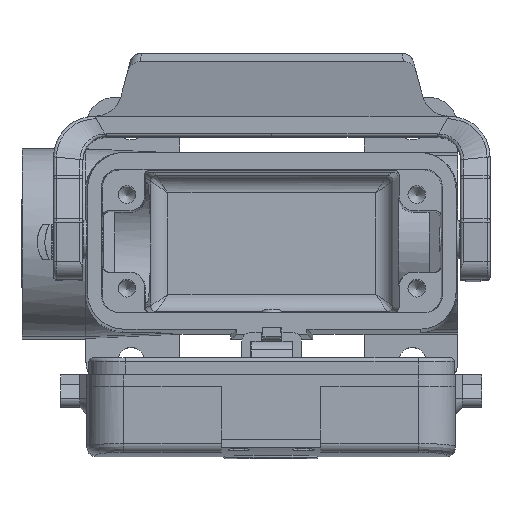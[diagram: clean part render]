
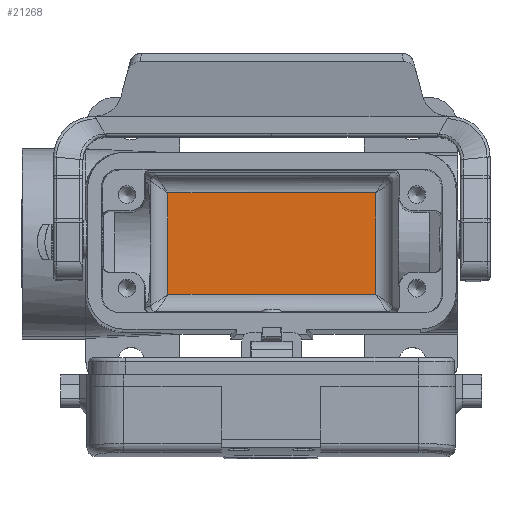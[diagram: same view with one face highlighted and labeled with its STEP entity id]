
A CAD part, top view. The second image highlights one B-rep face of the part: STEP entity #21268.
In plain terms, the highlighted face is planar.
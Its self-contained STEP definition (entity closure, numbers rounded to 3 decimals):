
#21229=CARTESIAN_POINT('',(20.575,-12.075,-48.15));
#21230=DIRECTION('',(0.0,0.0,-1.0));
#21231=DIRECTION('',(-1.0,0.0,0.0));
#21232=AXIS2_PLACEMENT_3D('',#21229,#21230,#21231);
#21233=PLANE('',#21232);
#21234=CARTESIAN_POINT('',(17.74,-8.677,-48.15));
#21235=VERTEX_POINT('',#21234);
#21236=CARTESIAN_POINT('',(17.74,8.677,-48.15));
#21237=VERTEX_POINT('',#21236);
#21238=CARTESIAN_POINT('',(17.74,-8.677,-48.15));
#21239=DIRECTION('',(0.0,1.0,0.0));
#21240=VECTOR('',#21239,17.355);
#21241=LINE('',#21238,#21240);
#21242=EDGE_CURVE('',#21235,#21237,#21241,.T.);
#21243=ORIENTED_EDGE('',*,*,#21242,.T.);
#21244=CARTESIAN_POINT('',(-17.74,8.677,-48.15));
#21245=VERTEX_POINT('',#21244);
#21246=CARTESIAN_POINT('',(-17.74,8.677,-48.15));
#21247=DIRECTION('',(1.0,0.0,0.0));
#21248=VECTOR('',#21247,35.479);
#21249=LINE('',#21246,#21248);
#21250=EDGE_CURVE('',#21245,#21237,#21249,.T.);
#21251=ORIENTED_EDGE('',*,*,#21250,.F.);
#21252=CARTESIAN_POINT('',(-17.74,-8.677,-48.15));
#21253=VERTEX_POINT('',#21252);
#21254=CARTESIAN_POINT('',(-17.74,8.677,-48.15));
#21255=DIRECTION('',(0.0,-1.0,0.0));
#21256=VECTOR('',#21255,17.355);
#21257=LINE('',#21254,#21256);
#21258=EDGE_CURVE('',#21245,#21253,#21257,.T.);
#21259=ORIENTED_EDGE('',*,*,#21258,.T.);
#21260=CARTESIAN_POINT('',(-17.74,-8.677,-48.15));
#21261=DIRECTION('',(1.0,0.0,0.0));
#21262=VECTOR('',#21261,35.479);
#21263=LINE('',#21260,#21262);
#21264=EDGE_CURVE('',#21253,#21235,#21263,.T.);
#21265=ORIENTED_EDGE('',*,*,#21264,.T.);
#21266=EDGE_LOOP('',(#21243,#21251,#21259,#21265));
#21267=FACE_OUTER_BOUND('',#21266,.T.);
#21268=ADVANCED_FACE('',(#21267),#21233,.F.);
